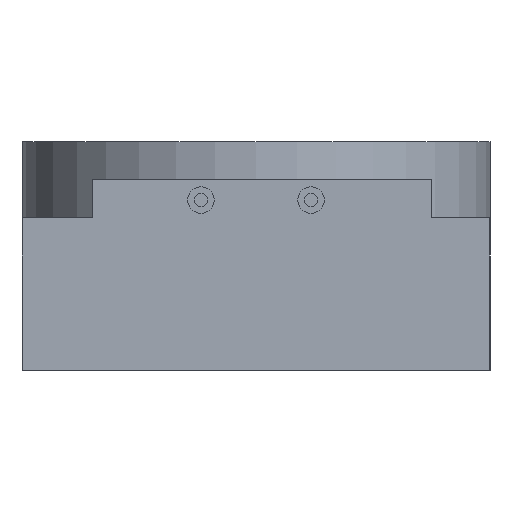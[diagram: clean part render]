
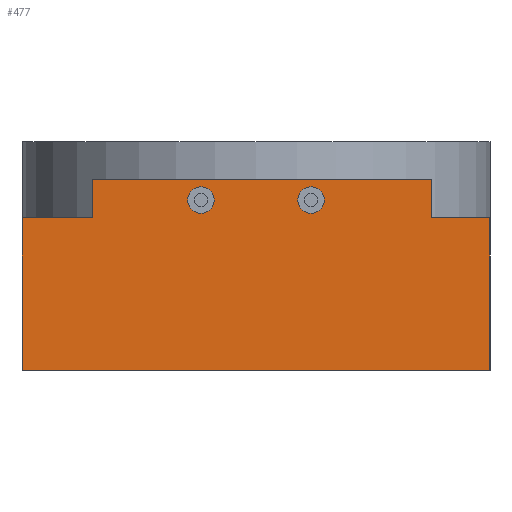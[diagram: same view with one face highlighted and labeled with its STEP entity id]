
A CAD part, left-side view. The second image highlights one B-rep face of the part: STEP entity #477.
In plain terms, the highlighted planar face has unit normal (-1, 0, 0).
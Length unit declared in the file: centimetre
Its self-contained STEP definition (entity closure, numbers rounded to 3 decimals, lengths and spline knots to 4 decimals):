
#107=VECTOR('',#558,1.);
#112=VECTOR('',#565,1.);
#114=VECTOR('',#568,1.);
#118=VECTOR('',#610,1.);
#121=VECTOR('',#614,1.);
#124=VECTOR('',#619,1.);
#126=VECTOR('',#622,1.);
#130=LINE('',#656,#107);
#135=LINE('',#666,#112);
#137=LINE('',#670,#114);
#141=LINE('',#709,#118);
#144=LINE('',#717,#121);
#147=LINE('',#723,#124);
#149=LINE('',#727,#126);
#167=PLANE('',#524);
#172=VERTEX_POINT('',#634);
#176=VERTEX_POINT('',#646);
#177=VERTEX_POINT('',#650);
#180=VERTEX_POINT('',#655);
#183=VERTEX_POINT('',#665);
#184=VERTEX_POINT('',#667);
#198=VERTEX_POINT('',#710);
#199=VERTEX_POINT('',#711);
#201=VERTEX_POINT('',#716);
#203=VERTEX_POINT('',#724);
#207=CIRCLE('',#485,0.0173);
#211=CIRCLE('',#493,0.0173);
#226=EDGE_CURVE('',#172,#172,#207,.T.);
#230=EDGE_CURVE('',#176,#176,#211,.T.);
#234=EDGE_CURVE('',#180,#177,#130,.T.);
#239=EDGE_CURVE('',#184,#183,#135,.T.);
#241=EDGE_CURVE('',#183,#177,#137,.T.);
#256=EDGE_CURVE('',#198,#184,#141,.T.);
#259=EDGE_CURVE('',#180,#199,#141,.T.);
#262=EDGE_CURVE('',#201,#199,#144,.T.);
#265=EDGE_CURVE('',#203,#198,#147,.T.);
#267=EDGE_CURVE('',#203,#201,#149,.T.);
#344=ORIENTED_EDGE('',*,*,#226,.T.);
#345=ORIENTED_EDGE('',*,*,#230,.T.);
#346=ORIENTED_EDGE('',*,*,#256,.T.);
#347=ORIENTED_EDGE('',*,*,#239,.T.);
#348=ORIENTED_EDGE('',*,*,#241,.T.);
#349=ORIENTED_EDGE('',*,*,#234,.F.);
#350=ORIENTED_EDGE('',*,*,#259,.T.);
#351=ORIENTED_EDGE('',*,*,#262,.F.);
#352=ORIENTED_EDGE('',*,*,#267,.F.);
#353=ORIENTED_EDGE('',*,*,#265,.T.);
#400=EDGE_LOOP('',(#344));
#401=EDGE_LOOP('',(#345));
#402=EDGE_LOOP('',(#346,#347,#348,#349,#350,#351,#352,#353));
#446=FACE_BOUND('',#400,.T.);
#447=FACE_BOUND('',#401,.T.);
#448=FACE_BOUND('',#402,.T.);
#477=ADVANCED_FACE('',(#446,#447,#448),#167,.T.);
#485=AXIS2_PLACEMENT_3D('',#633,#537,#538);
#493=AXIS2_PLACEMENT_3D('',#645,#551,#552);
#524=AXIS2_PLACEMENT_3D('',#726,#621,$);
#537=DIRECTION('',(1.,0.,0.));
#538=DIRECTION('',(0.,0.,0.017));
#551=DIRECTION('',(1.,0.,0.));
#552=DIRECTION('',(0.,0.,0.017));
#558=DIRECTION('',(0.,0.,1.));
#565=DIRECTION('',(0.,0.,1.));
#568=DIRECTION('',(0.,1.,0.));
#610=DIRECTION('',(0.,1.,0.));
#614=DIRECTION('',(0.,0.,1.));
#619=DIRECTION('',(0.,0.,1.));
#621=DIRECTION('',(-1.,0.,0.));
#622=DIRECTION('',(0.,1.,0.));
#633=CARTESIAN_POINT('',(0.,0.2352,0.2235));
#634=CARTESIAN_POINT('',(0.,0.2352,0.2409));
#645=CARTESIAN_POINT('',(0.,0.3798,0.2235));
#646=CARTESIAN_POINT('',(0.,0.3798,0.2409));
#650=CARTESIAN_POINT('',(0.,0.5218,0.25));
#655=CARTESIAN_POINT('',(0.,0.5218,0.2));
#656=CARTESIAN_POINT('',(0.,0.5218,0.2));
#665=CARTESIAN_POINT('',(0.,0.0763,0.25));
#666=CARTESIAN_POINT('',(0.,0.0763,0.2));
#667=CARTESIAN_POINT('',(0.,0.0763,0.2));
#670=CARTESIAN_POINT('',(0.,0.0763,0.25));
#709=CARTESIAN_POINT('',(0.,0.,0.2));
#710=CARTESIAN_POINT('',(0.,0.,0.2));
#711=CARTESIAN_POINT('',(0.,0.615,0.2));
#716=CARTESIAN_POINT('',(0.,0.615,0.));
#717=CARTESIAN_POINT('',(0.,0.615,0.));
#723=CARTESIAN_POINT('',(0.,0.,0.));
#724=CARTESIAN_POINT('',(0.,0.,0.));
#726=CARTESIAN_POINT('',(0.,0.3075,0.));
#727=CARTESIAN_POINT('',(0.,0.,0.));
